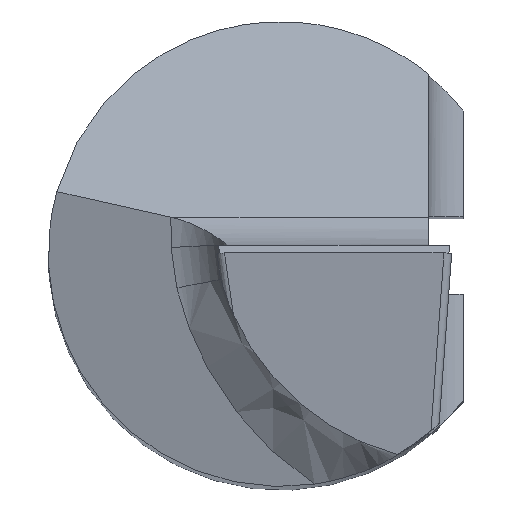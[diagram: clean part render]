
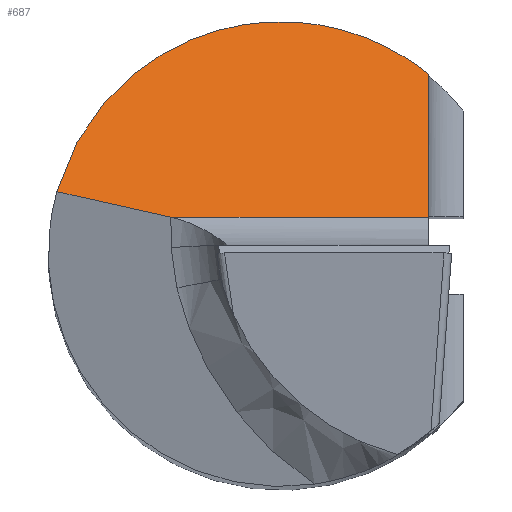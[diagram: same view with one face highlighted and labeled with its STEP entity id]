
A CAD part, top view. The second image highlights one B-rep face of the part: STEP entity #687.
In plain terms, the highlighted planar face has unit normal (0, 0.766, 0.643).
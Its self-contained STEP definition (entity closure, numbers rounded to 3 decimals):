
#17 = ORIENTED_EDGE ( 'NONE', *, *, #424, .T. ) ;
#18 = VECTOR ( 'NONE', #756, 1000. ) ;
#21 = LINE ( 'NONE', #518, #18 ) ;
#44 = VERTEX_POINT ( 'NONE', #349 ) ;
#49 = EDGE_CURVE ( 'NONE', #700, #1237, #21, .T. ) ;
#112 = DIRECTION ( 'NONE',  ( 0., -0.766, -0.643 ) ) ;
#123 = DIRECTION ( 'NONE',  ( 1., 0., 0. ) ) ;
#128 = VECTOR ( 'NONE', #715, 1000. ) ;
#171 = AXIS2_PLACEMENT_3D ( 'NONE', #907, #112, #483 ) ;
#345 = EDGE_CURVE ( 'NONE', #44, #423, #1015, .T. ) ;
#349 = CARTESIAN_POINT ( 'NONE',  ( -2.89, 0.804, 27.617 ) ) ;
#423 = VERTEX_POINT ( 'NONE', #482 ) ;
#424 = EDGE_CURVE ( 'NONE', #423, #1237, #730, .T. ) ;
#432 = CARTESIAN_POINT ( 'NONE',  ( -2.89, 0.804, 27.617 ) ) ;
#482 = CARTESIAN_POINT ( 'NONE',  ( -1.42, 0.474, 28.01 ) ) ;
#483 = DIRECTION ( 'NONE',  ( 0., 0.643, -0.766 ) ) ;
#508 = ORIENTED_EDGE ( 'NONE', *, *, #731, .F. ) ;
#518 = CARTESIAN_POINT ( 'NONE',  ( 1.9, 5.445, 22.086 ) ) ;
#687 = ADVANCED_FACE ( 'NONE', ( #1182 ), #692, .F. ) ;
#692 = PLANE ( 'NONE',  #171 ) ;
#700 = VERTEX_POINT ( 'NONE', #894 ) ;
#715 = DIRECTION ( 'NONE',  ( 0.944, -0.212, 0.252 ) ) ;
#730 = LINE ( 'NONE', #935, #1211 ) ;
#731 = EDGE_CURVE ( 'NONE', #44, #700, #1025, .T. ) ;
#756 = DIRECTION ( 'NONE',  ( 0., -0.643, 0.766 ) ) ;
#856 = CARTESIAN_POINT ( 'NONE',  ( 1.9, 2.322, 25.808 ) ) ;
#865 = ORIENTED_EDGE ( 'NONE', *, *, #49, .F. ) ;
#894 = CARTESIAN_POINT ( 'NONE',  ( 1.9, 2.322, 25.808 ) ) ;
#907 = CARTESIAN_POINT ( 'NONE',  ( -3., 0.474, 28.01 ) ) ;
#908 = EDGE_LOOP ( 'NONE', ( #508, #947, #17, #865 ) ) ;
#935 = CARTESIAN_POINT ( 'NONE',  ( -3., 0.474, 28.01 ) ) ;
#947 = ORIENTED_EDGE ( 'NONE', *, *, #345, .T. ) ;
#972 = CARTESIAN_POINT ( 'NONE',  ( 1.9, 0.474, 28.01 ) ) ;
#1005 = CARTESIAN_POINT ( 'NONE',  ( -2.829, 0.79, 27.634 ) ) ;
#1015 = LINE ( 'NONE', #1005, #128 ) ;
#1025 =( BOUNDED_CURVE ( )  B_SPLINE_CURVE ( 3, ( #432, #1112, #1119, #856 ),
 .UNSPECIFIED., .F., .T. ) 
 B_SPLINE_CURVE_WITH_KNOTS ( ( 4, 4 ),
 ( 4.984, 6.969 ),
 .UNSPECIFIED. ) 
 CURVE ( )  GEOMETRIC_REPRESENTATION_ITEM ( )  RATIONAL_B_SPLINE_CURVE ( ( 1., 0.698, 0.698, 1. ) ) 
 REPRESENTATION_ITEM ( '' )  );
#1112 = CARTESIAN_POINT ( 'NONE',  ( -2.247, 3.117, 24.861 ) ) ;
#1119 = CARTESIAN_POINT ( 'NONE',  ( 0.042, 3.842, 23.996 ) ) ;
#1182 = FACE_OUTER_BOUND ( 'NONE', #908, .T. ) ;
#1211 = VECTOR ( 'NONE', #123, 1000. ) ;
#1237 = VERTEX_POINT ( 'NONE', #972 ) ;
